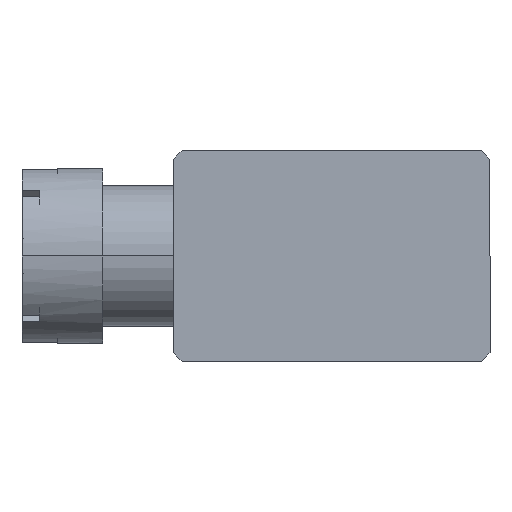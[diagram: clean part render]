
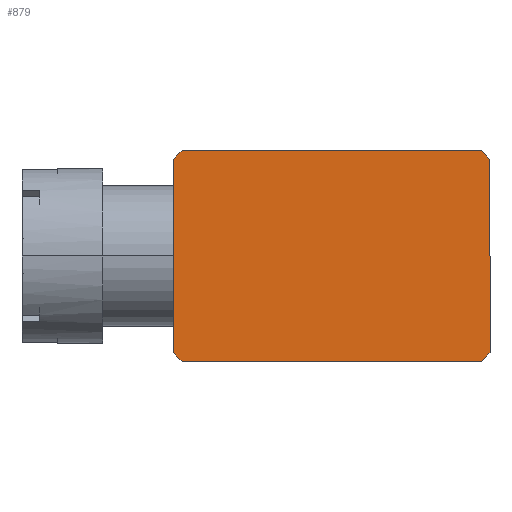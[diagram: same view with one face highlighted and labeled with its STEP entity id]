
A CAD part, left-side view. The second image highlights one B-rep face of the part: STEP entity #879.
In plain terms, the highlighted face is planar.
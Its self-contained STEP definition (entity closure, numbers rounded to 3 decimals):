
#41 = DIRECTION ( 'NONE',  ( -0.707, -0.707, 0. ) ) ;
#52 = DIRECTION ( 'NONE',  ( 0.707, 0.707, 0. ) ) ;
#72 = CARTESIAN_POINT ( 'NONE',  ( -2.875, -4.375, 51.5 ) ) ;
#426 = DIRECTION ( 'NONE',  ( 1., 0., 0. ) ) ;
#436 = DIRECTION ( 'NONE',  ( 0., 0., 1. ) ) ;
#454 = PLANE ( 'NONE',  #3467 ) ;
#458 = CARTESIAN_POINT ( 'NONE',  ( -3., -4.5, 51.5 ) ) ;
#501 = CARTESIAN_POINT ( 'NONE',  ( 3., -4.25, 51.5 ) ) ;
#531 = VECTOR ( 'NONE', #41, 1000. ) ;
#716 = LINE ( 'NONE', #4200, #2277 ) ;
#823 = LINE ( 'NONE', #941, #5200 ) ;
#879 = ADVANCED_FACE ( 'NONE', ( #3886 ), #454, .T. ) ;
#921 = DIRECTION ( 'NONE',  ( 1., 0., 0. ) ) ;
#941 = CARTESIAN_POINT ( 'NONE',  ( -3., -4.5, 51.5 ) ) ;
#1015 = CARTESIAN_POINT ( 'NONE',  ( 2.75, 4.5, 51.5 ) ) ;
#1244 = ORIENTED_EDGE ( 'NONE', *, *, #5311, .T. ) ;
#1272 = DIRECTION ( 'NONE',  ( -1., 0., 0. ) ) ;
#1274 = CARTESIAN_POINT ( 'NONE',  ( 2.75, -4.5, 51.5 ) ) ;
#1280 = CARTESIAN_POINT ( 'NONE',  ( -3., 4.5, 51.5 ) ) ;
#1288 = LINE ( 'NONE', #6039, #2822 ) ;
#1459 = ORIENTED_EDGE ( 'NONE', *, *, #6768, .T. ) ;
#1597 = ORIENTED_EDGE ( 'NONE', *, *, #6606, .T. ) ;
#1855 = VECTOR ( 'NONE', #3718, 1000. ) ;
#1972 = EDGE_LOOP ( 'NONE', ( #5035, #4574, #1597, #6377, #6947, #3351, #1244, #1459 ) ) ;
#2018 = CARTESIAN_POINT ( 'NONE',  ( 3., 4.5, 51.5 ) ) ;
#2111 = LINE ( 'NONE', #4073, #531 ) ;
#2126 = VERTEX_POINT ( 'NONE', #4781 ) ;
#2263 = DIRECTION ( 'NONE',  ( 0., 1., 0. ) ) ;
#2277 = VECTOR ( 'NONE', #5186, 1000. ) ;
#2414 = CARTESIAN_POINT ( 'NONE',  ( -3., 4.25, 51.5 ) ) ;
#2610 = VERTEX_POINT ( 'NONE', #2621 ) ;
#2621 = CARTESIAN_POINT ( 'NONE',  ( -3., -4.25, 51.5 ) ) ;
#2679 = VERTEX_POINT ( 'NONE', #2414 ) ;
#2815 = DIRECTION ( 'NONE',  ( 0.707, -0.707, 0. ) ) ;
#2822 = VECTOR ( 'NONE', #52, 1000. ) ;
#3005 = LINE ( 'NONE', #72, #3180 ) ;
#3028 = VERTEX_POINT ( 'NONE', #1274 ) ;
#3105 = VERTEX_POINT ( 'NONE', #1015 ) ;
#3180 = VECTOR ( 'NONE', #2815, 1000. ) ;
#3222 = VERTEX_POINT ( 'NONE', #501 ) ;
#3351 = ORIENTED_EDGE ( 'NONE', *, *, #6758, .T. ) ;
#3467 = AXIS2_PLACEMENT_3D ( 'NONE', #458, #436, #426 ) ;
#3702 = CARTESIAN_POINT ( 'NONE',  ( -3., 4.5, 51.5 ) ) ;
#3718 = DIRECTION ( 'NONE',  ( 0., -1., 0. ) ) ;
#3886 = FACE_OUTER_BOUND ( 'NONE', #1972, .T. ) ;
#4073 = CARTESIAN_POINT ( 'NONE',  ( -7.375, -0.125, 51.5 ) ) ;
#4200 = CARTESIAN_POINT ( 'NONE',  ( 4.375, 2.875, 51.5 ) ) ;
#4232 = VERTEX_POINT ( 'NONE', #5421 ) ;
#4420 = VERTEX_POINT ( 'NONE', #4658 ) ;
#4509 = VECTOR ( 'NONE', #2263, 1000. ) ;
#4574 = ORIENTED_EDGE ( 'NONE', *, *, #6689, .T. ) ;
#4658 = CARTESIAN_POINT ( 'NONE',  ( 3., 4.25, 51.5 ) ) ;
#4781 = CARTESIAN_POINT ( 'NONE',  ( -2.75, -4.5, 51.5 ) ) ;
#5035 = ORIENTED_EDGE ( 'NONE', *, *, #6160, .T. ) ;
#5186 = DIRECTION ( 'NONE',  ( -0.707, 0.707, 0. ) ) ;
#5200 = VECTOR ( 'NONE', #921, 1000. ) ;
#5311 = EDGE_CURVE ( 'NONE', #3105, #4232, #5738, .T. ) ;
#5421 = CARTESIAN_POINT ( 'NONE',  ( -2.75, 4.5, 51.5 ) ) ;
#5738 = LINE ( 'NONE', #1280, #7339 ) ;
#6039 = CARTESIAN_POINT ( 'NONE',  ( -0.125, -7.375, 51.5 ) ) ;
#6160 = EDGE_CURVE ( 'NONE', #2679, #2610, #7168, .T. ) ;
#6377 = ORIENTED_EDGE ( 'NONE', *, *, #6739, .T. ) ;
#6446 = EDGE_CURVE ( 'NONE', #3222, #4420, #7295, .T. ) ;
#6606 = EDGE_CURVE ( 'NONE', #2126, #3028, #823, .T. ) ;
#6689 = EDGE_CURVE ( 'NONE', #2610, #2126, #3005, .T. ) ;
#6739 = EDGE_CURVE ( 'NONE', #3028, #3222, #1288, .T. ) ;
#6758 = EDGE_CURVE ( 'NONE', #4420, #3105, #716, .T. ) ;
#6768 = EDGE_CURVE ( 'NONE', #4232, #2679, #2111, .T. ) ;
#6947 = ORIENTED_EDGE ( 'NONE', *, *, #6446, .T. ) ;
#7168 = LINE ( 'NONE', #3702, #1855 ) ;
#7295 = LINE ( 'NONE', #2018, #4509 ) ;
#7339 = VECTOR ( 'NONE', #1272, 1000. ) ;
